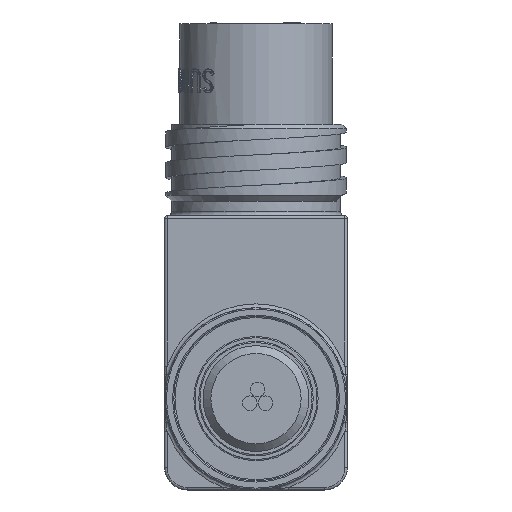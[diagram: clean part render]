
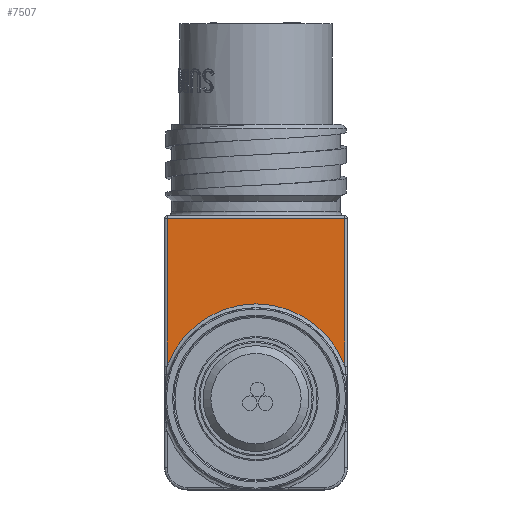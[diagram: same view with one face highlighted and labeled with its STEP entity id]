
A CAD part, front view. The second image highlights one B-rep face of the part: STEP entity #7507.
In plain terms, the highlighted planar face has unit normal (0, -1, 0).
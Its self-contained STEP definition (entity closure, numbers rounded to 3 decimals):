
#467=PLANE('',#8239);
#675=LINE('',#11832,#1061);
#679=LINE('',#11854,#1065);
#683=LINE('',#11973,#1069);
#1061=VECTOR('',#9390,1000.);
#1065=VECTOR('',#9416,1000.);
#1069=VECTOR('',#9446,1000.);
#1597=FACE_OUTER_BOUND('',#2030,.T.);
#2030=EDGE_LOOP('',(#5528,#5529,#5530,#5531));
#2561=CIRCLE('',#8174,9.868);
#3042=VERTEX_POINT('',#11804);
#3046=VERTEX_POINT('',#11828);
#3053=VERTEX_POINT('',#11850);
#3064=VERTEX_POINT('',#11969);
#3899=EDGE_CURVE('',#3046,#3042,#675,.T.);
#3910=EDGE_CURVE('',#3053,#3046,#679,.T.);
#3927=EDGE_CURVE('',#3064,#3053,#683,.T.);
#3964=EDGE_CURVE('',#3042,#3064,#2561,.T.);
#5528=ORIENTED_EDGE('',*,*,#3910,.T.);
#5529=ORIENTED_EDGE('',*,*,#3899,.T.);
#5530=ORIENTED_EDGE('',*,*,#3964,.T.);
#5531=ORIENTED_EDGE('',*,*,#3927,.T.);
#7507=ADVANCED_FACE('',(#1597),#467,.F.);
#8174=AXIS2_PLACEMENT_3D('',#12249,#9507,#9508);
#8239=AXIS2_PLACEMENT_3D('',#12834,#9650,#9651);
#9390=DIRECTION('',(0.,0.,-1.));
#9416=DIRECTION('',(-1.,0.,0.));
#9446=DIRECTION('',(0.,0.,1.));
#9507=DIRECTION('center_axis',(0.,1.,0.));
#9508=DIRECTION('ref_axis',(1.,0.,0.));
#9650=DIRECTION('center_axis',(0.,1.,0.));
#9651=DIRECTION('ref_axis',(1.,0.,0.));
#11804=CARTESIAN_POINT('',(0.254,-19.05,-25.218));
#11828=CARTESIAN_POINT('',(0.254,-19.05,-9.802));
#11832=CARTESIAN_POINT('',(0.254,-19.05,-26.019));
#11850=CARTESIAN_POINT('',(18.796,-19.05,-9.802));
#11854=CARTESIAN_POINT('',(0.,-19.05,-9.802));
#11969=CARTESIAN_POINT('',(18.796,-19.05,-25.218));
#11973=CARTESIAN_POINT('',(18.796,-19.05,-0.023));
#12249=CARTESIAN_POINT('Origin',(9.525,-19.05,-28.598));
#12834=CARTESIAN_POINT('Origin',(19.05,-19.05,-0.023));
